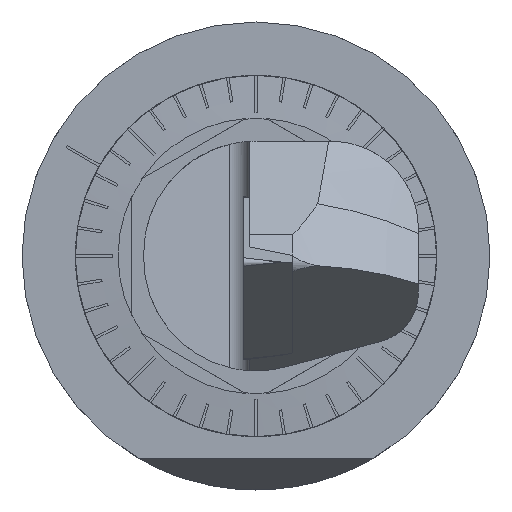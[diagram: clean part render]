
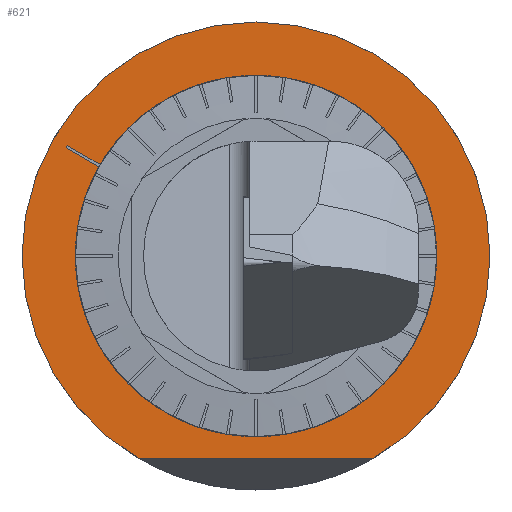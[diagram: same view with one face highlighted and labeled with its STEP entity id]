
A CAD part, left-side view. The second image highlights one B-rep face of the part: STEP entity #621.
In plain terms, the highlighted planar face has unit normal (-1, 0, 0).
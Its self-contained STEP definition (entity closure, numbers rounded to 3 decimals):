
#208=FACE_BOUND('',#1121,.T.);
#209=FACE_BOUND('',#1122,.T.);
#260=CIRCLE('',#4834,7.239);
#261=CIRCLE('',#4835,9.375);
#391=PLANE('',#4836);
#621=ADVANCED_FACE('',(#208,#209),#391,.T.);
#1121=EDGE_LOOP('',(#1693,#1694,#1695,#1696));
#1122=EDGE_LOOP('',(#1697,#1698));
#1693=ORIENTED_EDGE('',*,*,#3354,.F.);
#1694=ORIENTED_EDGE('',*,*,#3344,.F.);
#1695=ORIENTED_EDGE('',*,*,#3355,.F.);
#1696=ORIENTED_EDGE('',*,*,#3352,.F.);
#1697=ORIENTED_EDGE('',*,*,#3356,.F.);
#1698=ORIENTED_EDGE('',*,*,#3357,.T.);
#2869=VERTEX_POINT('',#6674);
#2870=VERTEX_POINT('',#6675);
#2875=VERTEX_POINT('',#6689);
#2876=VERTEX_POINT('',#6691);
#2877=VERTEX_POINT('',#6697);
#2878=VERTEX_POINT('',#6698);
#3344=EDGE_CURVE('',#2869,#2870,#3952,.T.);
#3352=EDGE_CURVE('',#2875,#2876,#3959,.T.);
#3354=EDGE_CURVE('',#2870,#2875,#260,.T.);
#3355=EDGE_CURVE('',#2876,#2869,#3961,.T.);
#3356=EDGE_CURVE('',#2877,#2878,#261,.T.);
#3357=EDGE_CURVE('',#2877,#2878,#3962,.T.);
#3952=LINE('',#6673,#4321);
#3959=LINE('',#6690,#4328);
#3961=LINE('',#6695,#4330);
#3962=LINE('',#6699,#4331);
#4321=VECTOR('',#5395,1.);
#4328=VECTOR('',#5408,1.);
#4330=VECTOR('',#5414,1.);
#4331=VECTOR('',#5417,1.);
#4834=AXIS2_PLACEMENT_3D('',#6694,#5412,#5413);
#4835=AXIS2_PLACEMENT_3D('',#6696,#5415,#5416);
#4836=AXIS2_PLACEMENT_3D('',#6700,#5418,#5419);
#5395=DIRECTION('',(0.,-0.866,-0.5));
#5408=DIRECTION('',(0.,0.866,0.5));
#5412=DIRECTION('',(-1.,0.,0.));
#5413=DIRECTION('',(0.,0.,1.));
#5414=DIRECTION('',(0.,0.5,-0.866));
#5415=DIRECTION('',(1.,0.,0.));
#5416=DIRECTION('',(0.,0.,1.));
#5417=DIRECTION('',(0.,-1.,0.));
#5418=DIRECTION('',(-1.,0.,0.));
#5419=DIRECTION('',(0.,0.,-1.));
#6673=CARTESIAN_POINT('',(-2.8,7.603,4.332));
#6674=CARTESIAN_POINT('',(-2.8,7.603,4.332));
#6675=CARTESIAN_POINT('',(-2.8,6.294,3.576));
#6689=CARTESIAN_POINT('',(-2.8,6.244,3.663));
#6690=CARTESIAN_POINT('',(-2.8,5.821,3.418));
#6691=CARTESIAN_POINT('',(-2.8,7.553,4.418));
#6694=CARTESIAN_POINT('',(-2.8,0.,0.));
#6695=CARTESIAN_POINT('',(-2.8,7.553,4.418));
#6696=CARTESIAN_POINT('',(-2.8,0.,0.));
#6697=CARTESIAN_POINT('',(-2.8,4.677,-8.125));
#6698=CARTESIAN_POINT('',(-2.8,-4.677,-8.125));
#6699=CARTESIAN_POINT('',(-2.8,10.,-8.125));
#6700=CARTESIAN_POINT('',(-2.8,0.,-9.375));
